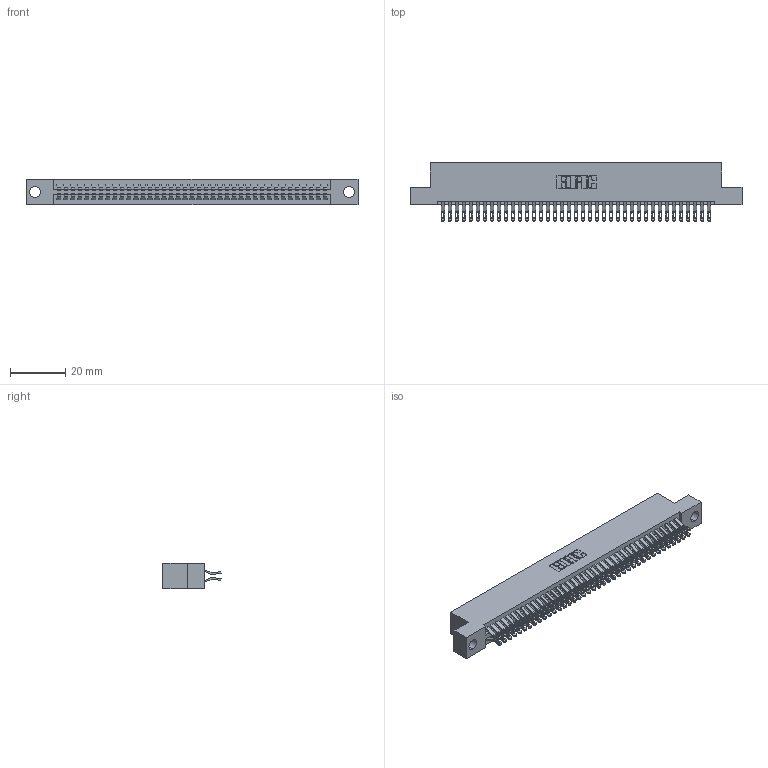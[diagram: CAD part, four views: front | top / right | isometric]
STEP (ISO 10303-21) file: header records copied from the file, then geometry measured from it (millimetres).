
FILE_DESCRIPTION (( 'STEP AP203' ), '1' );
FILE_NAME ('345-078-555-204.STEP', '2018-10-03T14:08:16', ( '' ), ( '' ), 'SwSTEP 2.0', 'SolidWorks 2016', '' );
FILE_SCHEMA (( 'CONFIG_CONTROL_DESIGN' ));
Length unit declared in the file: inch
Products named in the file (3): 345-292-001_555 Tail; 345-078-555-204; 345 Part_Flush Mounting Lugs - 0.156 Dia-TH
Assembly tree (79 placements, depth 2):
  345-078-555-204
    345 Part_Flush Mounting Lugs - 0.156 Dia-TH
    345-292-001_555 Tail  x78
Bounding box: 120.27 x 21.13 x 9.4 mm (x, y, z)
Volume: 11793.6 mm3; surface area: 17976.9 mm2
Topology: 79 solids, 79 shells, 4494 faces, 14147 edges, 9430 vertices
Faces by surface type: plane 2498, cylinder 1996
Entity records: 31333 total; most frequent: CARTESIAN_POINT 5290, ORIENTED_EDGE 5194, DIRECTION 4637, EDGE_CURVE 2597, LINE 2289, VECTOR 2289, VERTEX_POINT 1730, AXIS2_PLACEMENT_3D 1174
